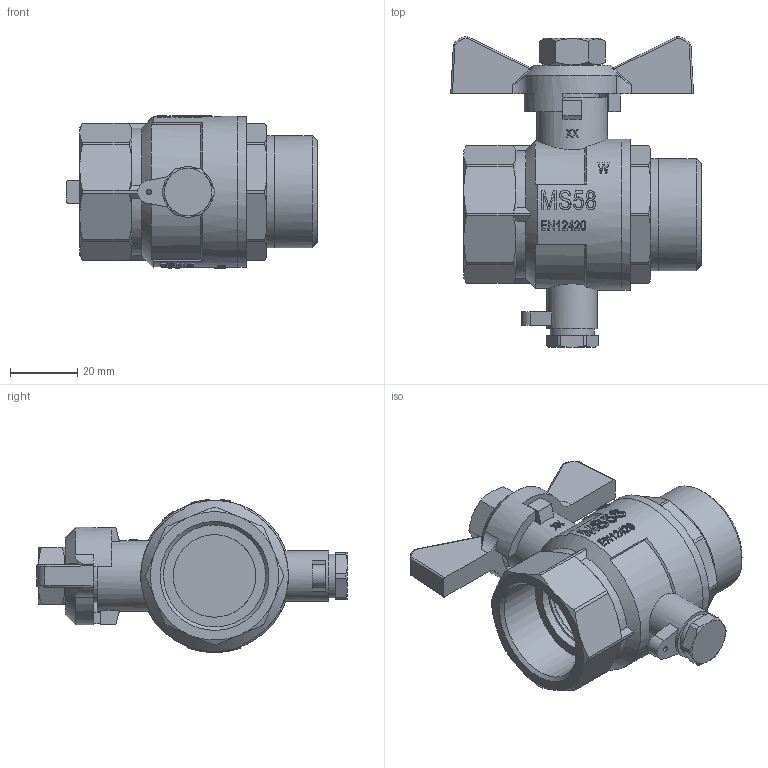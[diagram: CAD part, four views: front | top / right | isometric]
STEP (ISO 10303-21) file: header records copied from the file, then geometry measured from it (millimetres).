
FILE_DESCRIPTION(/* description */ ('Unknown'),/* implementation_level */ '2;1');
FILE_NAME(/* name */ '7116-66',/* time_stamp */ '2023-06-06T08:47:10+02:00',/* author */ ('Unknown'),/* organization */ ('Unknown'),/* preprocessor_version */ 'ST-DEVELOPER v18.102',/* originating_system */ 'Solid Edge',/* authorisation */ 'Unknown');
FILE_SCHEMA (('AUTOMOTIVE_DESIGN {1 0 10303 214 3 1 1}'));
Length unit declared in the file: millimetre
Products named in the file (14): 711-66-VOLL-STEP; F-griff; Spindel-co; Spindeldichtung; Stopfbuchse; 600-1-Mutter-fl.g.; Spindel; Körper-co; Körper; Kugeldichtung; Kugel; Dichtung; Schtaube; Einschraubteil
Assembly tree (14 placements, depth 3):
  711-66-VOLL-STEP
    F-griff
    Spindel-co
      Spindeldichtung
      Stopfbuchse
      600-1-Mutter-fl.g.
      Spindel
    Körper-co
      Körper
      Kugeldichtung  x2
      Kugel
      Dichtung
      Schtaube
      Einschraubteil
Bounding box: 74.3 x 92.2 x 45.36 mm (x, y, z)
Volume: 66153.1 mm3; surface area: 41955.4 mm2
Topology: 12 solids, 12 shells, 1189 faces, 3287 edges, 2170 vertices
Faces by surface type: plane 949, cylinder 136, cone 76, bspline 14, sphere 9, torus 5
Full cylindrical faces by diameter (mm): 1.5 x1, 5 x1, 5.9 x1, 8.5 x1, 8.8 x1, 8.92 x1, 10 x2, 12 x2, 12.1 x2, 12.5 x1, 13 x1, 14 x1, 14.5 x1, 15 x1, 16 x1, 16.3 x1, 16.5 x1, 18 x1, 20 x1, 21 x1, 22.5 x1, 24.5 x3, 30.291 x1, 33 x4, 33.249 x1, 33.25 x1, 38.5 x1, 40 x1, 40.5 x1, 44.8 x2
Entity records: 51551 total; most frequent: CARTESIAN_POINT 12424, DIRECTION 7135, ORIENTED_EDGE 6346, EDGE_CURVE 3173, AXIS2_PLACEMENT_3D 2948, VERTEX_POINT 2139, FACE_BOUND 1334, EDGE_LOOP 1333
